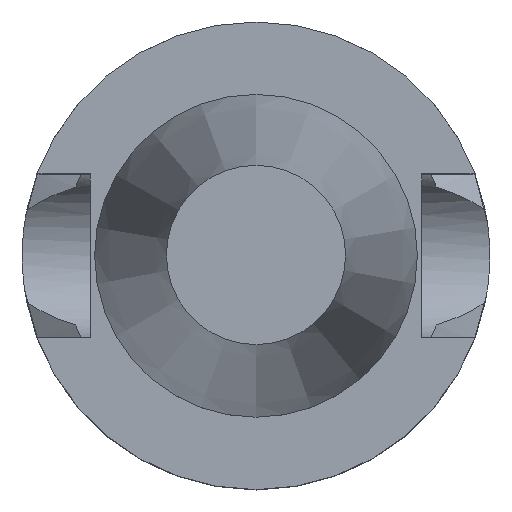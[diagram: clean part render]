
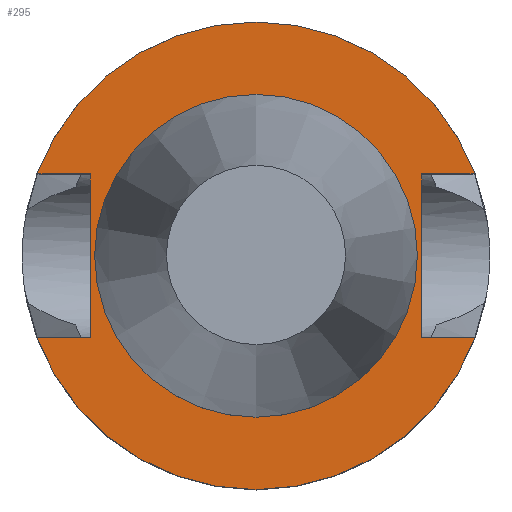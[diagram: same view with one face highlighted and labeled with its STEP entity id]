
A CAD part, top view. The second image highlights one B-rep face of the part: STEP entity #295.
In plain terms, the highlighted planar face has unit normal (0, 0, 1).
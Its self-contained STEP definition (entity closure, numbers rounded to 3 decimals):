
#144=EDGE_CURVE('240[2]',#410,#411,#412,.T.);
#159=EDGE_CURVE('240[2]',#436,#437,#438,.T.);
#207=EDGE_CURVE('240[2]',#510,#510,#511,.T.);
#213=EDGE_CURVE('240[2]',#520,#521,#522,.T.);
#259=EDGE_CURVE('240[2]',#441,#432,#587,.T.);
#289=EDGE_CURVE('240[2]',#411,#441,#628,.T.);
#295=ADVANCED_FACE('240[2]',(#635,#636),#637,.T.);
#299=EDGE_CURVE('240[2]',#410,#521,#641,.T.);
#338=EDGE_CURVE('240[2]',#437,#520,#694,.T.);
#366=EDGE_CURVE('240[2]',#436,#432,#727,.T.);
#410=VERTEX_POINT('',#769);
#411=VERTEX_POINT('',#770);
#412=LINE('',#771,#772);
#432=VERTEX_POINT('',#881);
#436=VERTEX_POINT('',#887);
#437=VERTEX_POINT('',#888);
#438=LINE('',#889,#890);
#441=VERTEX_POINT('',#894);
#510=VERTEX_POINT('',#1000);
#511=CIRCLE('',#1001,15.875);
#520=VERTEX_POINT('',#1078);
#521=VERTEX_POINT('',#1079);
#522=LINE('',#1080,#1081);
#587=LINE('',#1194,#1195);
#628=LINE('',#1317,#1318);
#635=FACE_BOUND('',#1327,.T.);
#636=FACE_OUTER_BOUND('',#1328,.T.);
#637=PLANE('',#1329);
#641=CIRCLE('',#1344,23.0);
#694=LINE('',#1525,#1526);
#727=CIRCLE('',#1597,23.0);
#769=CARTESIAN_POINT('',(-21.545,8.05,-1.));
#770=CARTESIAN_POINT('',(-16.3,8.05,-1.));
#771=CARTESIAN_POINT('',(-8.15,8.05,-1.));
#772=VECTOR('',#1634,1.0);
#881=CARTESIAN_POINT('',(-21.545,-8.05,-1.0));
#887=CARTESIAN_POINT('',(21.545,-8.05,-1.0));
#888=CARTESIAN_POINT('',(16.3,-8.05,-1.0));
#889=CARTESIAN_POINT('',(8.15,-8.05,-1.0));
#890=VECTOR('',#1645,1.0);
#894=CARTESIAN_POINT('',(-16.3,-8.05,-1.0));
#1000=CARTESIAN_POINT('',(0.,-15.875,-1.0));
#1001=AXIS2_PLACEMENT_3D('',#1731,#1732,#1733);
#1078=CARTESIAN_POINT('',(16.3,8.05,-1.));
#1079=CARTESIAN_POINT('',(21.545,8.05,-1.));
#1080=CARTESIAN_POINT('',(8.15,8.05,-1.));
#1081=VECTOR('',#1737,1.0);
#1194=CARTESIAN_POINT('',(-8.15,-8.05,-1.0));
#1195=VECTOR('',#1815,1.0);
#1317=CARTESIAN_POINT('',(-16.3,-5.694,-1.0));
#1318=VECTOR('',#1858,1.0);
#1327=EDGE_LOOP('',(#1874));
#1328=EDGE_LOOP('',(#1875,#1876,#1877,#1878,#1879,#1880,#1881,#1882));
#1329=AXIS2_PLACEMENT_3D('',#1883,#1884,#1885);
#1344=AXIS2_PLACEMENT_3D('',#1886,#1887,#1888);
#1525=CARTESIAN_POINT('',(16.3,-13.744,-1.0));
#1526=VECTOR('',#1939,1.0);
#1597=AXIS2_PLACEMENT_3D('',#1980,#1981,#1982);
#1634=DIRECTION('',(1.0,0.,0.));
#1645=DIRECTION('',(-1.0,0.,0.));
#1731=CARTESIAN_POINT('',(0.,0.,-1.0));
#1732=DIRECTION('',(0.,0.,-1.0));
#1733=DIRECTION('',(0.,-1.0,0.));
#1737=DIRECTION('',(1.0,0.,0.));
#1815=DIRECTION('',(-1.0,0.,0.));
#1858=DIRECTION('',(0.0,-1.0,0.));
#1874=ORIENTED_EDGE('',*,*,#207,.T.);
#1875=ORIENTED_EDGE('',*,*,#144,.T.);
#1876=ORIENTED_EDGE('',*,*,#289,.T.);
#1877=ORIENTED_EDGE('',*,*,#259,.T.);
#1878=ORIENTED_EDGE('',*,*,#366,.F.);
#1879=ORIENTED_EDGE('',*,*,#159,.T.);
#1880=ORIENTED_EDGE('',*,*,#338,.T.);
#1881=ORIENTED_EDGE('',*,*,#213,.T.);
#1882=ORIENTED_EDGE('',*,*,#299,.F.);
#1883=CARTESIAN_POINT('',(0.,-19.438,-1.0));
#1884=DIRECTION('',(0.,0.,1.0));
#1885=DIRECTION('',(0.,1.0,0.));
#1886=CARTESIAN_POINT('',(0.,0.,-1.0));
#1887=DIRECTION('',(0.,0.,-1.0));
#1888=DIRECTION('',(0.,-1.0,0.));
#1939=DIRECTION('',(0.0,1.0,0.));
#1980=CARTESIAN_POINT('',(0.,0.,-1.0));
#1981=DIRECTION('',(0.,0.,-1.0));
#1982=DIRECTION('',(0.,-1.0,0.));
